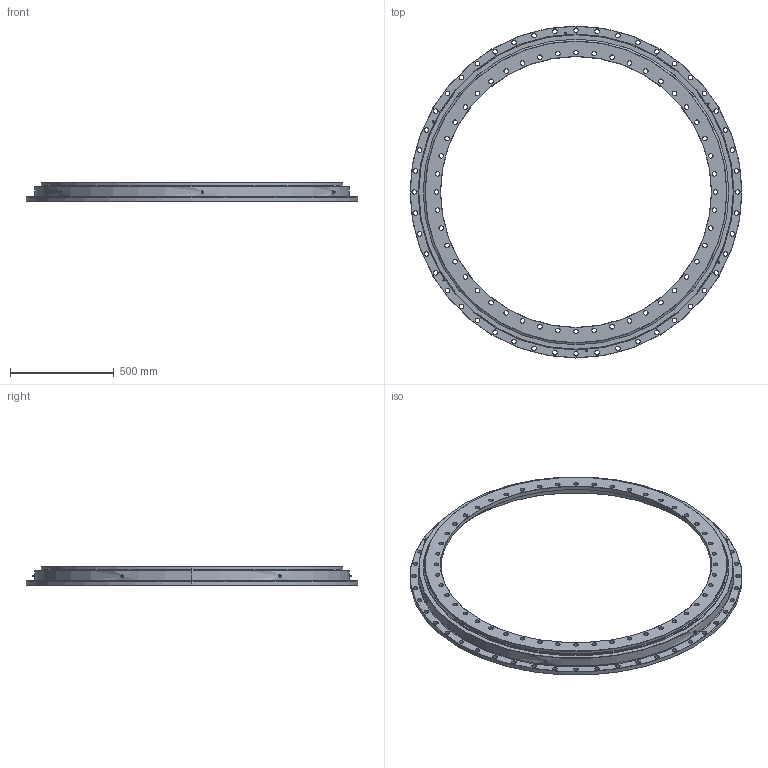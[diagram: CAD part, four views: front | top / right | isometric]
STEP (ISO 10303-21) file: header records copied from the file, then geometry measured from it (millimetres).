
FILE_DESCRIPTION (( 'STEP AP214' ), '1' );
FILE_NAME ('SD.1600.32.00.C.STEP', '2016-07-19T06:31:52', ( '' ), ( '' ), 'SwSTEP 2.0', 'SolidWorks 2015', '' );
FILE_SCHEMA (( 'AUTOMOTIVE_DESIGN' ));
Length unit declared in the file: millimetre
Products named in the file (7): Grease nipple M10x1mm; A.1600.B32C.A1N.0 - OR Seal; A.1600.B32C.A1N.0 - IR Seal; Ball D32; A.1600.B32C.A1N.0 - OR; A.1600.B32C.A1N.0 - IR; SD.1600.32.00.C
Assembly tree (132 placements, depth 2):
  SD.1600.32.00.C
    A.1600.B32C.A1N.0 - IR
    A.1600.B32C.A1N.0 - OR
    Ball D32  x122
    A.1600.B32C.A1N.0 - IR Seal
    A.1600.B32C.A1N.0 - OR Seal
    Grease nipple M10x1mm  x6
Bounding box: 1600 x 1600 x 90 mm (x, y, z)
Volume: 25721755 mm3; surface area: 3684481.4 mm2
Topology: 132 solids, 132 shells, 783 faces, 2185 edges, 1436 vertices
Faces by surface type: cylinder 268, sphere 244, cone 132, plane 76, torus 63
Entity records: 14194 total; most frequent: CARTESIAN_POINT 2933, DIRECTION 2510, ORIENTED_EDGE 1946, AXIS2_PLACEMENT_3D 1103, EDGE_CURVE 973, VERTEX_POINT 618, CIRCLE 597, EDGE_LOOP 589
